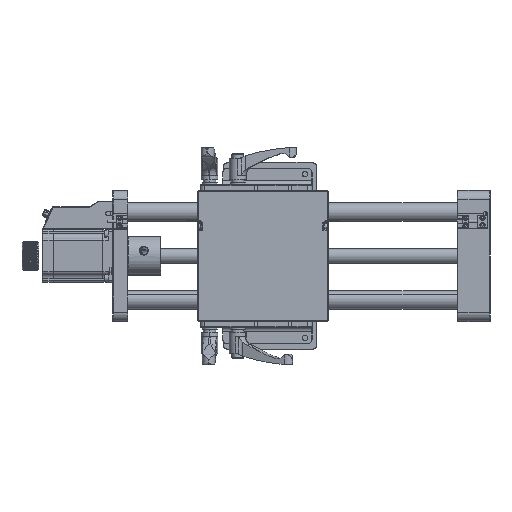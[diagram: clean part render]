
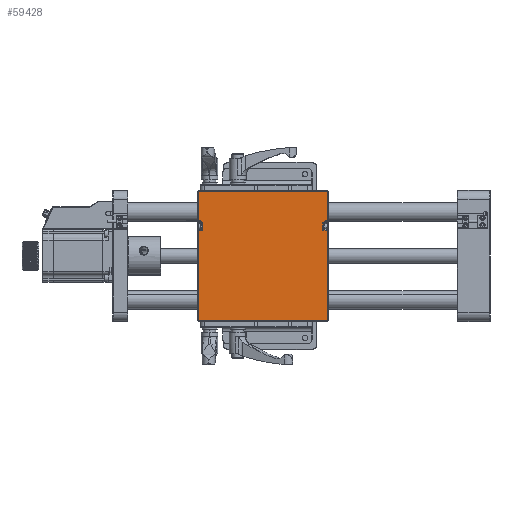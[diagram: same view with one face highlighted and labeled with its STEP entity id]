
A CAD part, front view. The second image highlights one B-rep face of the part: STEP entity #59428.
In plain terms, the highlighted planar face has unit normal (0, -1, 0).
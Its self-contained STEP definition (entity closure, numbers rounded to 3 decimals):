
#777 = LINE ( 'NONE', #52740, #23496 ) ;
#1000 = DIRECTION ( 'NONE',  ( 1., 0., 0. ) ) ;
#1766 = CARTESIAN_POINT ( 'NONE',  ( -173.624, 5., 546.714 ) ) ;
#2400 = LINE ( 'NONE', #46540, #57132 ) ;
#2918 = CARTESIAN_POINT ( 'NONE',  ( -178.624, 5., 512.114 ) ) ;
#3420 = CARTESIAN_POINT ( 'NONE',  ( -177.624, 5., 504.114 ) ) ;
#3485 = DIRECTION ( 'NONE',  ( 1., 0., 0. ) ) ;
#4118 = DIRECTION ( 'NONE',  ( 0., 0., -1. ) ) ;
#4402 = CARTESIAN_POINT ( 'NONE',  ( -306.624, 5., 512.114 ) ) ;
#6482 = EDGE_CURVE ( 'NONE', #21243, #58688, #49414, .T. ) ;
#7091 = EDGE_CURVE ( 'NONE', #61304, #22392, #51875, .T. ) ;
#7193 = AXIS2_PLACEMENT_3D ( 'NONE', #47996, #53423, #37667 ) ;
#7788 = CARTESIAN_POINT ( 'NONE',  ( -178.624, 5., 504.114 ) ) ;
#8244 = ORIENTED_EDGE ( 'NONE', *, *, #43084, .T. ) ;
#8974 = EDGE_CURVE ( 'NONE', #22392, #20861, #52493, .T. ) ;
#9166 = VERTEX_POINT ( 'NONE', #58171 ) ;
#10050 = CARTESIAN_POINT ( 'NONE',  ( -311.624, 5., 407.714 ) ) ;
#11186 = ORIENTED_EDGE ( 'NONE', *, *, #19273, .T. ) ;
#12749 = VECTOR ( 'NONE', #30906, 1000. ) ;
#13541 = EDGE_CURVE ( 'NONE', #50126, #21243, #64064, .T. ) ;
#13846 = DIRECTION ( 'NONE',  ( 1., 0., 0. ) ) ;
#15243 = DIRECTION ( 'NONE',  ( 0., 0., 1. ) ) ;
#16121 = CARTESIAN_POINT ( 'NONE',  ( -173.624, 5., 545.714 ) ) ;
#16909 = DIRECTION ( 'NONE',  ( 0., 0., -1. ) ) ;
#18530 = VERTEX_POINT ( 'NONE', #54502 ) ;
#18609 = DIRECTION ( 'NONE',  ( 0., 0., -1. ) ) ;
#19273 = EDGE_CURVE ( 'NONE', #40750, #32989, #48290, .T. ) ;
#19511 = EDGE_CURVE ( 'NONE', #9166, #40750, #41324, .T. ) ;
#19833 = CARTESIAN_POINT ( 'NONE',  ( -173.624, 5., 512.114 ) ) ;
#20113 = VECTOR ( 'NONE', #40460, 1000. ) ;
#20861 = VERTEX_POINT ( 'NONE', #4402 ) ;
#21243 = VERTEX_POINT ( 'NONE', #19833 ) ;
#21613 = ORIENTED_EDGE ( 'NONE', *, *, #6482, .T. ) ;
#21944 = ORIENTED_EDGE ( 'NONE', *, *, #7091, .T. ) ;
#22017 = LINE ( 'NONE', #39961, #12749 ) ;
#22392 = VERTEX_POINT ( 'NONE', #28323 ) ;
#23018 = ORIENTED_EDGE ( 'NONE', *, *, #36487, .T. ) ;
#23496 = VECTOR ( 'NONE', #53200, 1000. ) ;
#23786 = EDGE_CURVE ( 'NONE', #58688, #61304, #22017, .T. ) ;
#24474 = CARTESIAN_POINT ( 'NONE',  ( -311.624, 5., 511.114 ) ) ;
#24898 = CARTESIAN_POINT ( 'NONE',  ( -172.624, 5., 407.714 ) ) ;
#25431 = VERTEX_POINT ( 'NONE', #40000 ) ;
#25646 = EDGE_CURVE ( 'NONE', #25431, #46164, #68131, .T. ) ;
#27487 = VECTOR ( 'NONE', #38987, 1000. ) ;
#28323 = CARTESIAN_POINT ( 'NONE',  ( -311.624, 5., 512.114 ) ) ;
#30265 = DIRECTION ( 'NONE',  ( -1., 0., 0. ) ) ;
#30906 = DIRECTION ( 'NONE',  ( -1., 0., 0. ) ) ;
#31249 = PLANE ( 'NONE',  #7193 ) ;
#32989 = VERTEX_POINT ( 'NONE', #41741 ) ;
#34638 = CARTESIAN_POINT ( 'NONE',  ( -307.624, 5., 512.114 ) ) ;
#35743 = CARTESIAN_POINT ( 'NONE',  ( -311.624, 5., 545.714 ) ) ;
#36487 = EDGE_CURVE ( 'NONE', #32989, #25431, #777, .T. ) ;
#36605 = LINE ( 'NONE', #58107, #57689 ) ;
#37667 = DIRECTION ( 'NONE',  ( 1., 0., 0. ) ) ;
#38405 = VECTOR ( 'NONE', #18609, 1000. ) ;
#38987 = DIRECTION ( 'NONE',  ( 0., 0., 1. ) ) ;
#39961 = CARTESIAN_POINT ( 'NONE',  ( -312.624, 5., 545.714 ) ) ;
#40000 = CARTESIAN_POINT ( 'NONE',  ( -173.624, 5., 504.114 ) ) ;
#40068 = FACE_OUTER_BOUND ( 'NONE', #44591, .T. ) ;
#40460 = DIRECTION ( 'NONE',  ( -1., 0., 0. ) ) ;
#40750 = VERTEX_POINT ( 'NONE', #10050 ) ;
#41324 = LINE ( 'NONE', #49418, #53075 ) ;
#41741 = CARTESIAN_POINT ( 'NONE',  ( -173.624, 5., 407.714 ) ) ;
#41959 = ORIENTED_EDGE ( 'NONE', *, *, #45893, .T. ) ;
#43084 = EDGE_CURVE ( 'NONE', #20861, #18530, #51486, .T. ) ;
#44591 = EDGE_LOOP ( 'NONE', ( #21944, #54234, #8244, #65507, #62163, #11186, #23018, #68586, #41959, #56107, #21613, #63834 ) ) ;
#45634 = VECTOR ( 'NONE', #4118, 1000. ) ;
#45893 = EDGE_CURVE ( 'NONE', #46164, #50126, #36605, .T. ) ;
#46164 = VERTEX_POINT ( 'NONE', #7788 ) ;
#46540 = CARTESIAN_POINT ( 'NONE',  ( -172.624, 5., 504.114 ) ) ;
#47996 = CARTESIAN_POINT ( 'NONE',  ( -172.624, 5., 546.714 ) ) ;
#48290 = LINE ( 'NONE', #24898, #63389 ) ;
#49147 = VECTOR ( 'NONE', #1000, 1000. ) ;
#49414 = LINE ( 'NONE', #1766, #27487 ) ;
#49418 = CARTESIAN_POINT ( 'NONE',  ( -311.624, 5., 406.714 ) ) ;
#49768 = VECTOR ( 'NONE', #3485, 1000. ) ;
#50126 = VERTEX_POINT ( 'NONE', #2918 ) ;
#51486 = LINE ( 'NONE', #63670, #45634 ) ;
#51875 = LINE ( 'NONE', #24474, #38405 ) ;
#52493 = LINE ( 'NONE', #34638, #49147 ) ;
#52740 = CARTESIAN_POINT ( 'NONE',  ( -173.624, 5., 546.714 ) ) ;
#53075 = VECTOR ( 'NONE', #16909, 1000. ) ;
#53200 = DIRECTION ( 'NONE',  ( 0., 0., 1. ) ) ;
#53423 = DIRECTION ( 'NONE',  ( 0., 1., 0. ) ) ;
#54234 = ORIENTED_EDGE ( 'NONE', *, *, #8974, .T. ) ;
#54502 = CARTESIAN_POINT ( 'NONE',  ( -306.624, 5., 504.114 ) ) ;
#56107 = ORIENTED_EDGE ( 'NONE', *, *, #13541, .T. ) ;
#56988 = CARTESIAN_POINT ( 'NONE',  ( -172.624, 5., 512.114 ) ) ;
#57132 = VECTOR ( 'NONE', #30265, 1000. ) ;
#57689 = VECTOR ( 'NONE', #15243, 1000. ) ;
#58107 = CARTESIAN_POINT ( 'NONE',  ( -178.624, 5., 511.114 ) ) ;
#58171 = CARTESIAN_POINT ( 'NONE',  ( -311.624, 5., 504.114 ) ) ;
#58688 = VERTEX_POINT ( 'NONE', #16121 ) ;
#59428 = ADVANCED_FACE ( 'NONE', ( #40068 ), #31249, .F. ) ;
#61304 = VERTEX_POINT ( 'NONE', #35743 ) ;
#62163 = ORIENTED_EDGE ( 'NONE', *, *, #19511, .T. ) ;
#63389 = VECTOR ( 'NONE', #13846, 1000. ) ;
#63670 = CARTESIAN_POINT ( 'NONE',  ( -306.624, 5., 505.114 ) ) ;
#63834 = ORIENTED_EDGE ( 'NONE', *, *, #23786, .T. ) ;
#64064 = LINE ( 'NONE', #56988, #49768 ) ;
#65507 = ORIENTED_EDGE ( 'NONE', *, *, #65835, .T. ) ;
#65835 = EDGE_CURVE ( 'NONE', #18530, #9166, #2400, .T. ) ;
#68131 = LINE ( 'NONE', #3420, #20113 ) ;
#68586 = ORIENTED_EDGE ( 'NONE', *, *, #25646, .T. ) ;
